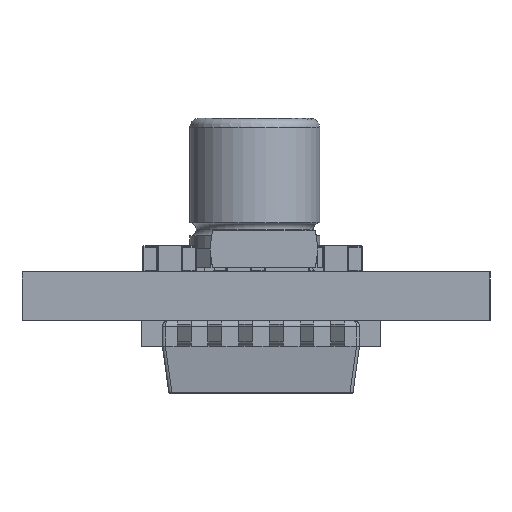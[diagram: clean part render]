
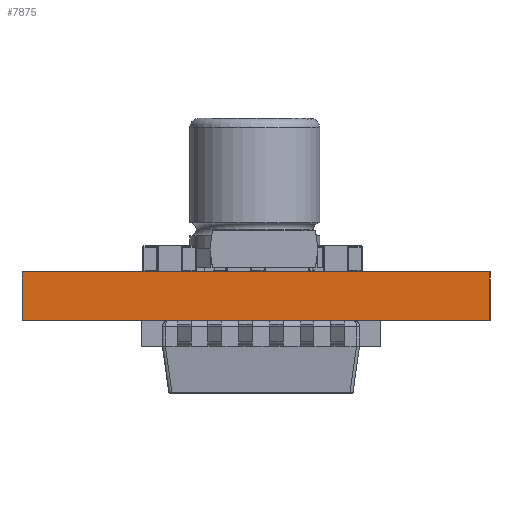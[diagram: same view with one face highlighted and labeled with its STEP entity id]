
A CAD part, front view. The second image highlights one B-rep face of the part: STEP entity #7875.
In plain terms, the highlighted planar face has unit normal (0, -1, 0).
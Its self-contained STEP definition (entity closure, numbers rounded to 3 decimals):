
#81 = ORIENTED_EDGE ( 'NONE', *, *, #2387, .F. ) ;
#114 = DIRECTION ( 'NONE',  ( 0., 0., 1. ) ) ;
#524 = VECTOR ( 'NONE', #7137, 1000. ) ;
#688 = VERTEX_POINT ( 'NONE', #19298 ) ;
#768 = CARTESIAN_POINT ( 'NONE',  ( 0., 0., 1.57 ) ) ;
#888 = DIRECTION ( 'NONE',  ( 0., -1., 0. ) ) ;
#1211 = DIRECTION ( 'NONE',  ( 1., 0., 0. ) ) ;
#2094 = LINE ( 'NONE', #16302, #21273 ) ;
#2387 = EDGE_CURVE ( 'NONE', #688, #10946, #2094, .T. ) ;
#2852 = CARTESIAN_POINT ( 'NONE',  ( 0., 0., 0. ) ) ;
#3402 = ORIENTED_EDGE ( 'NONE', *, *, #8848, .T. ) ;
#4231 = FACE_OUTER_BOUND ( 'NONE', #5315, .T. ) ;
#5077 = CARTESIAN_POINT ( 'NONE',  ( 15.22, 0., 0. ) ) ;
#5315 = EDGE_LOOP ( 'NONE', ( #8025, #3402, #9782, #81 ) ) ;
#7137 = DIRECTION ( 'NONE',  ( 0., 0., 1. ) ) ;
#7765 = DIRECTION ( 'NONE',  ( 1., 0., 0. ) ) ;
#7875 = ADVANCED_FACE ( 'NONE', ( #4231 ), #12779, .T. ) ;
#8025 = ORIENTED_EDGE ( 'NONE', *, *, #18928, .T. ) ;
#8848 = EDGE_CURVE ( 'NONE', #15313, #18120, #14321, .T. ) ;
#9613 = CARTESIAN_POINT ( 'NONE',  ( 0., 0., 1.57 ) ) ;
#9782 = ORIENTED_EDGE ( 'NONE', *, *, #13723, .F. ) ;
#10946 = VERTEX_POINT ( 'NONE', #768 ) ;
#11230 = LINE ( 'NONE', #9613, #16546 ) ;
#12779 = PLANE ( 'NONE',  #16432 ) ;
#13723 = EDGE_CURVE ( 'NONE', #10946, #18120, #11230, .T. ) ;
#14321 = LINE ( 'NONE', #5077, #524 ) ;
#15313 = VERTEX_POINT ( 'NONE', #20711 ) ;
#16302 = CARTESIAN_POINT ( 'NONE',  ( 0., 0., 0. ) ) ;
#16432 = AXIS2_PLACEMENT_3D ( 'NONE', #16724, #888, #20295 ) ;
#16546 = VECTOR ( 'NONE', #7765, 1000. ) ;
#16724 = CARTESIAN_POINT ( 'NONE',  ( 0., 0., 0. ) ) ;
#17496 = CARTESIAN_POINT ( 'NONE',  ( 15.22, 0., 1.57 ) ) ;
#18120 = VERTEX_POINT ( 'NONE', #17496 ) ;
#18928 = EDGE_CURVE ( 'NONE', #688, #15313, #20392, .T. ) ;
#19298 = CARTESIAN_POINT ( 'NONE',  ( 0., 0., 0. ) ) ;
#20295 = DIRECTION ( 'NONE',  ( 0., 0., -1. ) ) ;
#20392 = LINE ( 'NONE', #2852, #21842 ) ;
#20711 = CARTESIAN_POINT ( 'NONE',  ( 15.22, 0., 0. ) ) ;
#21273 = VECTOR ( 'NONE', #114, 1000. ) ;
#21842 = VECTOR ( 'NONE', #1211, 1000. ) ;
